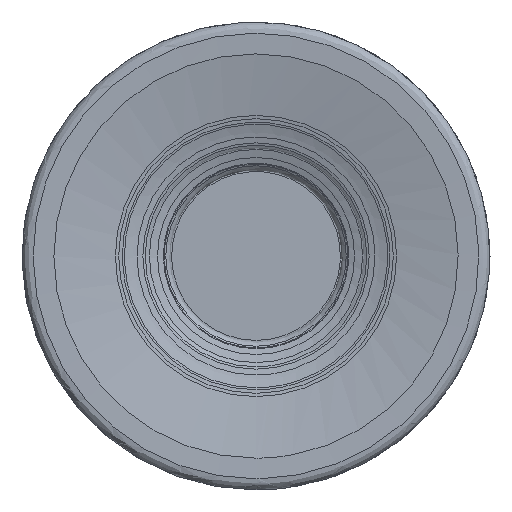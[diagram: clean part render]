
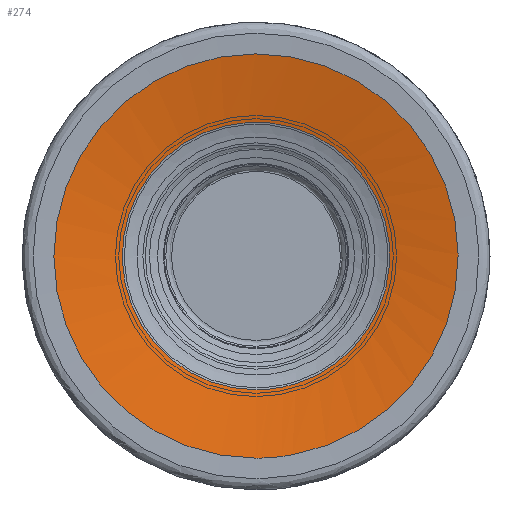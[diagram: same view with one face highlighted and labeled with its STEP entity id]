
A CAD part, left-side view. The second image highlights one B-rep face of the part: STEP entity #274.
In plain terms, the highlighted face is a revolution surface.
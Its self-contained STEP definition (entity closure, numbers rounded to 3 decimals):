
#53=SURFACE_OF_REVOLUTION('',#83,#73);
#73=AXIS1_PLACEMENT('',#936,#803);
#83=LINE('',#935,#93);
#93=VECTOR('',#802,4.962);
#274=ADVANCED_FACE('',(#347,#348),#53,.T.);
#347=FACE_BOUND('',#417,.T.);
#348=FACE_BOUND('',#418,.T.);
#417=EDGE_LOOP('',(#487));
#418=EDGE_LOOP('',(#488));
#487=ORIENTED_EDGE('',*,*,#540,.F.);
#488=ORIENTED_EDGE('',*,*,#558,.T.);
#505=VERTEX_POINT('',#854);
#523=VERTEX_POINT('',#932);
#540=EDGE_CURVE('',#505,#505,#575,.T.);
#558=EDGE_CURVE('',#523,#523,#593,.T.);
#575=CIRCLE('',#627,13.821);
#593=CIRCLE('',#653,9.145);
#627=AXIS2_PLACEMENT_3D('',#853,#720,#721);
#653=AXIS2_PLACEMENT_3D('',#931,#798,#799);
#720=DIRECTION('',(1.,0.,0.));
#721=DIRECTION('',(0.,0.,-1.));
#798=DIRECTION('',(1.,0.,0.));
#799=DIRECTION('',(0.,0.,-1.));
#802=DIRECTION('',(-0.185,-0.963,-0.196));
#803=DIRECTION('',(1.,0.,0.));
#853=CARTESIAN_POINT('',(0.09,0.,0.));
#854=CARTESIAN_POINT('',(0.09,0.,-13.821));
#931=CARTESIAN_POINT('',(1.007,0.,0.));
#932=CARTESIAN_POINT('',(1.007,0.,-9.145));
#935=CARTESIAN_POINT('',(1.007,-9.035,1.419));
#936=CARTESIAN_POINT('',(14.129,0.,0.));
